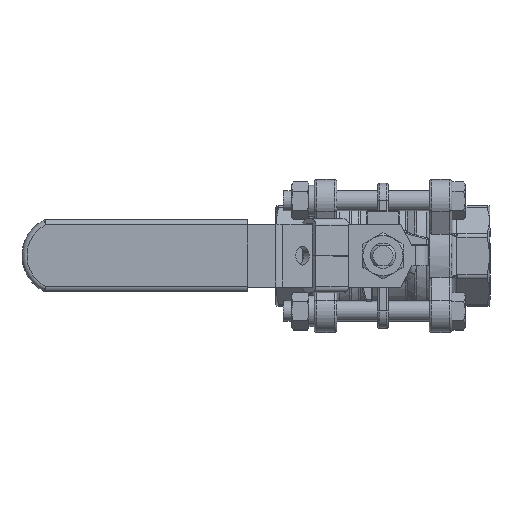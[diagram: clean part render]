
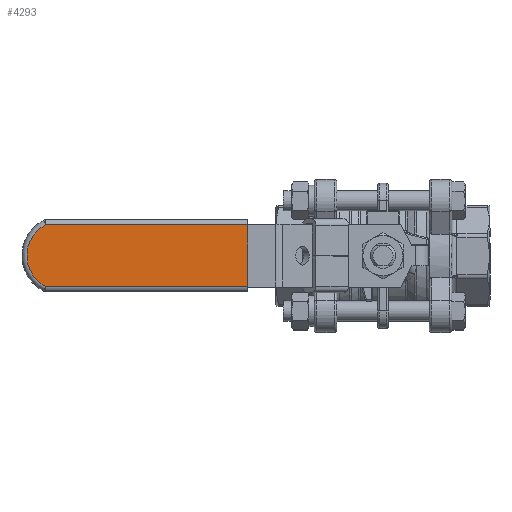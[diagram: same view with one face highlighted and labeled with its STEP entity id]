
A CAD part, top view. The second image highlights one B-rep face of the part: STEP entity #4293.
In plain terms, the highlighted planar face has unit normal (0, 0, 1).
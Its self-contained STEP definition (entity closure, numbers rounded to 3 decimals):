
#4293=ADVANCED_FACE('',(#8368),#8369,.F.);
#8368=FACE_OUTER_BOUND('',#24382,.T.);
#8369=PLANE('',#24383);
#24382=EDGE_LOOP('',(#35398,#35399,#35400,#35401));
#24383=AXIS2_PLACEMENT_3D('',#35402,#35403,#35404);
#35398=ORIENTED_EDGE('',*,*,#39786,.T.);
#35399=ORIENTED_EDGE('',*,*,#39801,.T.);
#35400=ORIENTED_EDGE('',*,*,#39805,.T.);
#35401=ORIENTED_EDGE('',*,*,#39808,.T.);
#35402=CARTESIAN_POINT('',(-74.2,0.,0.0));
#35403=DIRECTION('',(0.0,0.0,-1.0));
#35404=DIRECTION('',(1.0,0.0,0.0));
#39786=EDGE_CURVE('',#46195,#46193,#46196,.T.);
#39801=EDGE_CURVE('',#46193,#46212,#46214,.T.);
#39805=EDGE_CURVE('',#46212,#46218,#46220,.F.);
#39808=EDGE_CURVE('',#46218,#46195,#46223,.T.);
#46193=VERTEX_POINT('',#63107);
#46195=VERTEX_POINT('',#63109);
#46196=LINE('',#63110,#63111);
#46212=VERTEX_POINT('',#63131);
#46214=LINE('',#63133,#63134);
#46218=VERTEX_POINT('',#63138);
#46220=CIRCLE('',#63140,13.8);
#46223=LINE('',#63143,#63144);
#63107=CARTESIAN_POINT('',(0.0,12.3,0.0));
#63109=CARTESIAN_POINT('',(0.0,-12.3,0.0));
#63110=CARTESIAN_POINT('',(0.0,-14.3,0.0));
#63111=VECTOR('',#66648,1.0);
#63131=CARTESIAN_POINT('',(-80.457,12.3,0.0));
#63133=CARTESIAN_POINT('',(-74.2,12.3,0.0));
#63134=VECTOR('',#66671,1.0);
#63138=CARTESIAN_POINT('',(-80.457,-12.3,0.0));
#63140=AXIS2_PLACEMENT_3D('',#66678,#66679,#66680);
#63143=CARTESIAN_POINT('',(-74.2,-12.3,0.0));
#63144=VECTOR('',#66684,1.0);
#66648=DIRECTION('',(0.0,1.0,0.0));
#66671=DIRECTION('',(-1.0,0.,0.0));
#66678=CARTESIAN_POINT('',(-74.2,0.,0.0));
#66679=DIRECTION('',(0.0,0.0,-1.0));
#66680=DIRECTION('',(-1.0,0.0,0.0));
#66684=DIRECTION('',(1.0,0.,0.0));
